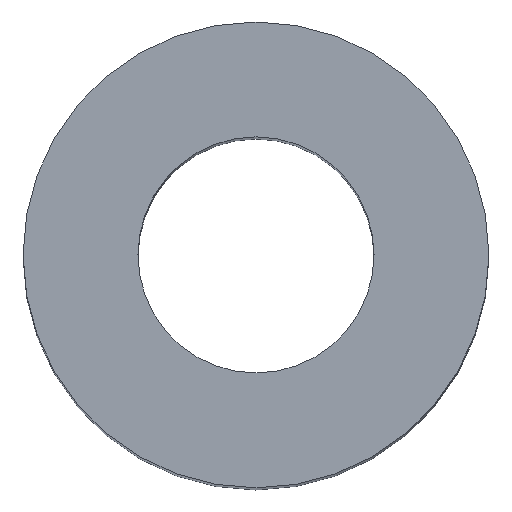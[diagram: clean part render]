
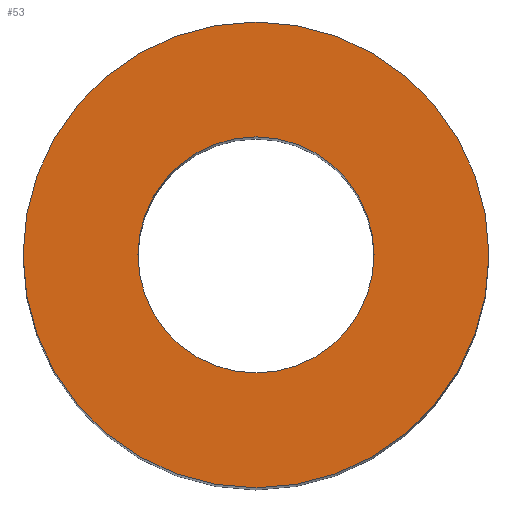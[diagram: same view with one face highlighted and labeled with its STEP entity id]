
A CAD part, top view. The second image highlights one B-rep face of the part: STEP entity #53.
In plain terms, the highlighted planar face has unit normal (0, 0, 1).
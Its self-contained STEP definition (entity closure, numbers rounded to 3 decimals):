
#10 = DIRECTION ( 'NONE',  ( 1., 0., 0. ) ) ;
#12 = AXIS2_PLACEMENT_3D ( 'NONE', #43, #158, #138 ) ;
#18 = EDGE_LOOP ( 'NONE', ( #21, #227 ) ) ;
#21 = ORIENTED_EDGE ( 'NONE', *, *, #48, .F. ) ;
#28 = CARTESIAN_POINT ( 'NONE',  ( 0., 0., 50.8 ) ) ;
#30 = AXIS2_PLACEMENT_3D ( 'NONE', #135, #140, #120 ) ;
#40 = VERTEX_POINT ( 'NONE', #61 ) ;
#41 = DIRECTION ( 'NONE',  ( 0., 0., 1. ) ) ;
#43 = CARTESIAN_POINT ( 'NONE',  ( 0., 0., 50.8 ) ) ;
#48 = EDGE_CURVE ( 'NONE', #40, #133, #246, .T. ) ;
#53 = ADVANCED_FACE ( 'NONE', ( #182, #219 ), #114, .T. ) ;
#59 = EDGE_CURVE ( 'NONE', #75, #146, #175, .T. ) ;
#61 = CARTESIAN_POINT ( 'NONE',  ( -4.826, 0., 50.8 ) ) ;
#63 = AXIS2_PLACEMENT_3D ( 'NONE', #98, #198, #97 ) ;
#70 = EDGE_LOOP ( 'NONE', ( #84, #213 ) ) ;
#75 = VERTEX_POINT ( 'NONE', #180 ) ;
#78 = DIRECTION ( 'NONE',  ( 1., 0., 0. ) ) ;
#84 = ORIENTED_EDGE ( 'NONE', *, *, #116, .T. ) ;
#88 = EDGE_CURVE ( 'NONE', #133, #40, #130, .T. ) ;
#96 = DIRECTION ( 'NONE',  ( 0., 0., 1. ) ) ;
#97 = DIRECTION ( 'NONE',  ( 1., 0., 0. ) ) ;
#98 = CARTESIAN_POINT ( 'NONE',  ( 0., 0., 50.8 ) ) ;
#101 = CARTESIAN_POINT ( 'NONE',  ( 0., 0., 50.8 ) ) ;
#114 = PLANE ( 'NONE',  #12 ) ;
#116 = EDGE_CURVE ( 'NONE', #146, #75, #154, .T. ) ;
#117 = CARTESIAN_POINT ( 'NONE',  ( 4.826, 0., 50.8 ) ) ;
#120 = DIRECTION ( 'NONE',  ( 1., 0., 0. ) ) ;
#130 = CIRCLE ( 'NONE', #30, 4.826 ) ;
#132 = AXIS2_PLACEMENT_3D ( 'NONE', #28, #41, #78 ) ;
#133 = VERTEX_POINT ( 'NONE', #117 ) ;
#135 = CARTESIAN_POINT ( 'NONE',  ( 0., 0., 50.8 ) ) ;
#138 = DIRECTION ( 'NONE',  ( 1., 0., 0. ) ) ;
#140 = DIRECTION ( 'NONE',  ( 0., 0., 1. ) ) ;
#146 = VERTEX_POINT ( 'NONE', #181 ) ;
#154 = CIRCLE ( 'NONE', #184, 9.525 ) ;
#158 = DIRECTION ( 'NONE',  ( 0., 0., 1. ) ) ;
#175 = CIRCLE ( 'NONE', #63, 9.525 ) ;
#180 = CARTESIAN_POINT ( 'NONE',  ( 9.525, 0., 50.8 ) ) ;
#181 = CARTESIAN_POINT ( 'NONE',  ( -9.525, 0., 50.8 ) ) ;
#182 = FACE_OUTER_BOUND ( 'NONE', #70, .T. ) ;
#184 = AXIS2_PLACEMENT_3D ( 'NONE', #101, #96, #10 ) ;
#198 = DIRECTION ( 'NONE',  ( 0., 0., 1. ) ) ;
#213 = ORIENTED_EDGE ( 'NONE', *, *, #59, .T. ) ;
#219 = FACE_BOUND ( 'NONE', #18, .T. ) ;
#227 = ORIENTED_EDGE ( 'NONE', *, *, #88, .F. ) ;
#246 = CIRCLE ( 'NONE', #132, 4.826 ) ;
